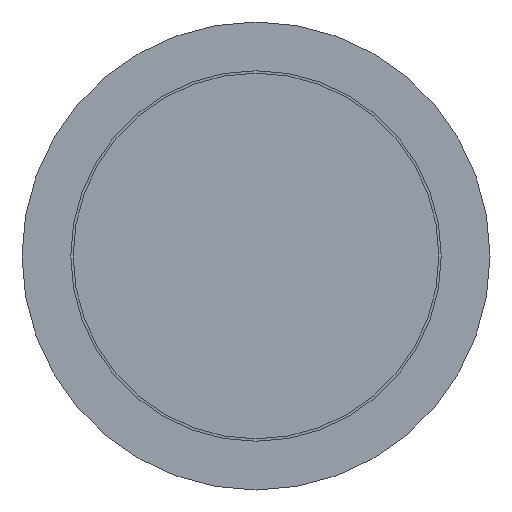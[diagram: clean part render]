
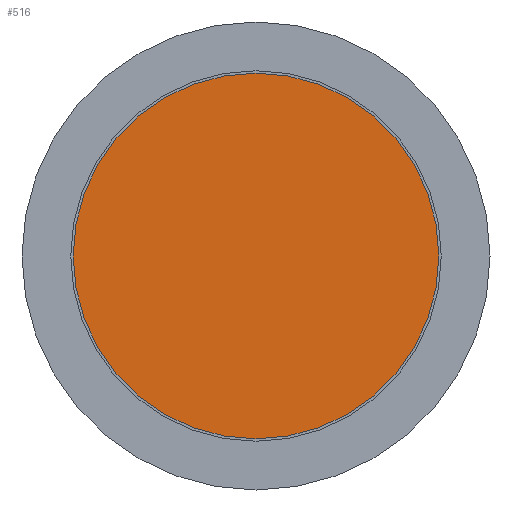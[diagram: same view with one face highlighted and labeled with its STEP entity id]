
A CAD part, front view. The second image highlights one B-rep face of the part: STEP entity #516.
In plain terms, the highlighted planar face has unit normal (0, -1, 0).
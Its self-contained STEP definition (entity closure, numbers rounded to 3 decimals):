
#14 = VERTEX_POINT ( 'NONE', #440 ) ;
#60 = AXIS2_PLACEMENT_3D ( 'NONE', #474, #303, #481 ) ;
#67 = PLANE ( 'NONE',  #507 ) ;
#102 = EDGE_CURVE ( 'NONE', #14, #14, #306, .T. ) ;
#303 = DIRECTION ( 'NONE',  ( 0., -1., 0. ) ) ;
#306 = CIRCLE ( 'NONE', #60, 18.75 ) ;
#376 = EDGE_LOOP ( 'NONE', ( #445 ) ) ;
#440 = CARTESIAN_POINT ( 'NONE',  ( 0., 0., -18.75 ) ) ;
#445 = ORIENTED_EDGE ( 'NONE', *, *, #102, .T. ) ;
#461 = CARTESIAN_POINT ( 'NONE',  ( -18.75, 0., 0. ) ) ;
#464 = FACE_OUTER_BOUND ( 'NONE', #376, .T. ) ;
#474 = CARTESIAN_POINT ( 'NONE',  ( 0., 0., 0. ) ) ;
#481 = DIRECTION ( 'NONE',  ( 0., 0., -1. ) ) ;
#499 = DIRECTION ( 'NONE',  ( 0., 1., 0. ) ) ;
#502 = DIRECTION ( 'NONE',  ( 0., 0., 1. ) ) ;
#507 = AXIS2_PLACEMENT_3D ( 'NONE', #461, #499, #502 ) ;
#516 = ADVANCED_FACE ( 'NONE', ( #464 ), #67, .F. ) ;
